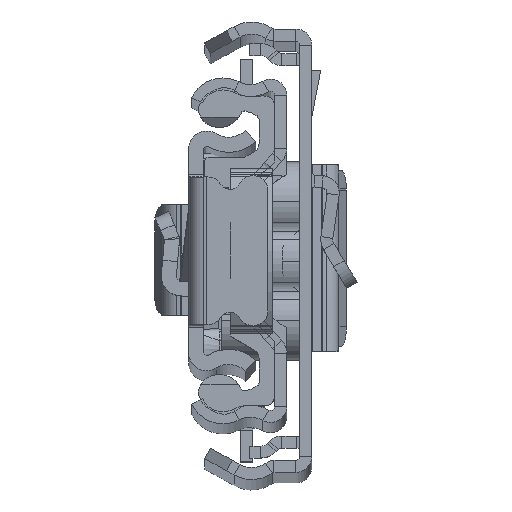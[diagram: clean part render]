
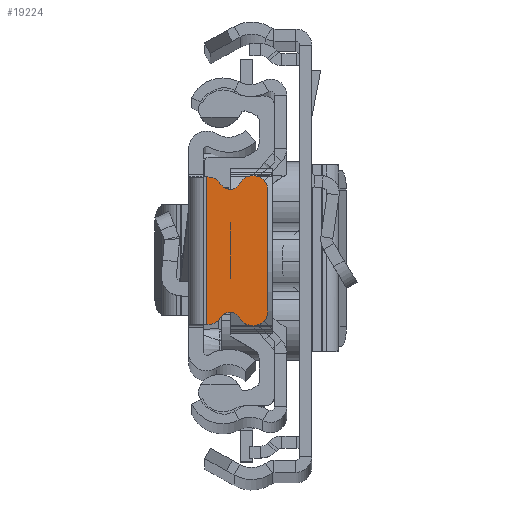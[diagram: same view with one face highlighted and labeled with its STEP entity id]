
A CAD part, top view. The second image highlights one B-rep face of the part: STEP entity #19224.
In plain terms, the highlighted planar face has unit normal (0, 0, 1).
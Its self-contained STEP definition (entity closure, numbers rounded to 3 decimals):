
#44 = LINE ( 'NONE', #24446, #22018 ) ;
#82 = LINE ( 'NONE', #5447, #16193 ) ;
#256 = ORIENTED_EDGE ( 'NONE', *, *, #3232, .T. ) ;
#469 = DIRECTION ( 'NONE',  ( -1., 0., 0. ) ) ;
#473 = DIRECTION ( 'NONE',  ( -1., 0., 0. ) ) ;
#1314 = VERTEX_POINT ( 'NONE', #12793 ) ;
#1343 = VERTEX_POINT ( 'NONE', #21736 ) ;
#1809 = CARTESIAN_POINT ( 'NONE',  ( -4.142, 7.236, 0. ) ) ;
#2096 = CARTESIAN_POINT ( 'NONE',  ( 594.071, 0., 0. ) ) ;
#2207 = EDGE_CURVE ( 'NONE', #9121, #6733, #3022, .T. ) ;
#2272 = CIRCLE ( 'NONE', #21446, 1.5 ) ;
#2314 = LINE ( 'NONE', #20299, #12704 ) ;
#2342 = DIRECTION ( 'NONE',  ( 0., 0., -1. ) ) ;
#2374 = CARTESIAN_POINT ( 'NONE',  ( -5.109, 6.713, 0. ) ) ;
#2434 = DIRECTION ( 'NONE',  ( 1., 0., 0. ) ) ;
#3022 = CIRCLE ( 'NONE', #17427, 1.1 ) ;
#3232 = EDGE_CURVE ( 'NONE', #4045, #23941, #24344, .T. ) ;
#3279 = DIRECTION ( 'NONE',  ( 0., 0., 1. ) ) ;
#3768 = EDGE_LOOP ( 'NONE', ( #11457, #19511, #11626, #16354, #7919, #17113, #256, #13952, #19863, #5399 ) ) ;
#4045 = VERTEX_POINT ( 'NONE', #23483 ) ;
#4205 = DIRECTION ( 'NONE',  ( 0., 0., 1. ) ) ;
#4424 = AXIS2_PLACEMENT_3D ( 'NONE', #6204, #4205, #469 ) ;
#4766 = VERTEX_POINT ( 'NONE', #5097 ) ;
#4991 = LINE ( 'NONE', #13094, #9118 ) ;
#5097 = CARTESIAN_POINT ( 'NONE',  ( -7.929, 6., 0. ) ) ;
#5399 = ORIENTED_EDGE ( 'NONE', *, *, #20897, .F. ) ;
#5447 = CARTESIAN_POINT ( 'NONE',  ( -1.75, 0., 0. ) ) ;
#6204 = CARTESIAN_POINT ( 'NONE',  ( -6.429, 6., 0. ) ) ;
#6318 = EDGE_CURVE ( 'NONE', #7628, #1343, #2314, .T. ) ;
#6463 = CARTESIAN_POINT ( 'NONE',  ( -4.142, -7.236, 0. ) ) ;
#6733 = VERTEX_POINT ( 'NONE', #2374 ) ;
#7570 = CIRCLE ( 'NONE', #17321, 1.1 ) ;
#7628 = VERTEX_POINT ( 'NONE', #25910 ) ;
#7919 = ORIENTED_EDGE ( 'NONE', *, *, #8273, .T. ) ;
#8089 = DIRECTION ( 'NONE',  ( 0., 0., 1. ) ) ;
#8273 = EDGE_CURVE ( 'NONE', #6733, #4766, #12490, .T. ) ;
#8404 = AXIS2_PLACEMENT_3D ( 'NONE', #2096, #8089, #16197 ) ;
#8468 = EDGE_CURVE ( 'NONE', #4766, #4045, #4991, .T. ) ;
#8932 = DIRECTION ( 'NONE',  ( 0., 0., 1. ) ) ;
#9118 = VECTOR ( 'NONE', #11893, 1000. ) ;
#9121 = VERTEX_POINT ( 'NONE', #25711 ) ;
#9340 = EDGE_CURVE ( 'NONE', #23941, #10754, #7570, .T. ) ;
#10754 = VERTEX_POINT ( 'NONE', #19908 ) ;
#11003 = CIRCLE ( 'NONE', #12201, 1.5 ) ;
#11131 = CARTESIAN_POINT ( 'NONE',  ( -5.109, -6.713, 0. ) ) ;
#11457 = ORIENTED_EDGE ( 'NONE', *, *, #25005, .F. ) ;
#11504 = CARTESIAN_POINT ( 'NONE',  ( -1.929, 5.87, 0. ) ) ;
#11626 = ORIENTED_EDGE ( 'NONE', *, *, #16877, .T. ) ;
#11893 = DIRECTION ( 'NONE',  ( 0., -1., 0. ) ) ;
#11921 = DIRECTION ( 'NONE',  ( 0., 0., -1. ) ) ;
#12045 = DIRECTION ( 'NONE',  ( 0., -1., 0. ) ) ;
#12072 = PLANE ( 'NONE',  #8404 ) ;
#12201 = AXIS2_PLACEMENT_3D ( 'NONE', #21342, #8932, #17163 ) ;
#12490 = CIRCLE ( 'NONE', #4424, 1.5 ) ;
#12704 = VECTOR ( 'NONE', #2434, 1000. ) ;
#12793 = CARTESIAN_POINT ( 'NONE',  ( -1.929, -7.37, 0. ) ) ;
#12927 = EDGE_CURVE ( 'NONE', #10754, #1314, #11003, .T. ) ;
#13094 = CARTESIAN_POINT ( 'NONE',  ( -7.929, -6., 0. ) ) ;
#13952 = ORIENTED_EDGE ( 'NONE', *, *, #9340, .T. ) ;
#14062 = FACE_OUTER_BOUND ( 'NONE', #3768, .T. ) ;
#14071 = AXIS2_PLACEMENT_3D ( 'NONE', #21931, #3279, #17764 ) ;
#14132 = DIRECTION ( 'NONE',  ( -1., 0., 0. ) ) ;
#16193 = VECTOR ( 'NONE', #12045, 1000. ) ;
#16197 = DIRECTION ( 'NONE',  ( 1., 0., 0. ) ) ;
#16354 = ORIENTED_EDGE ( 'NONE', *, *, #2207, .T. ) ;
#16877 = EDGE_CURVE ( 'NONE', #7628, #9121, #2272, .T. ) ;
#17113 = ORIENTED_EDGE ( 'NONE', *, *, #8468, .T. ) ;
#17163 = DIRECTION ( 'NONE',  ( 1., 0., 0. ) ) ;
#17321 = AXIS2_PLACEMENT_3D ( 'NONE', #6463, #2342, #473 ) ;
#17427 = AXIS2_PLACEMENT_3D ( 'NONE', #1809, #11921, #24081 ) ;
#17764 = DIRECTION ( 'NONE',  ( 1., 0., 0. ) ) ;
#17958 = VERTEX_POINT ( 'NONE', #24460 ) ;
#19224 = ADVANCED_FACE ( 'NONE', ( #14062 ), #12072, .T. ) ;
#19511 = ORIENTED_EDGE ( 'NONE', *, *, #6318, .F. ) ;
#19863 = ORIENTED_EDGE ( 'NONE', *, *, #12927, .T. ) ;
#19908 = CARTESIAN_POINT ( 'NONE',  ( -3.206, -6.658, 0. ) ) ;
#20299 = CARTESIAN_POINT ( 'NONE',  ( -1.929, 7.37, 0. ) ) ;
#20897 = EDGE_CURVE ( 'NONE', #17958, #1314, #44, .T. ) ;
#21342 = CARTESIAN_POINT ( 'NONE',  ( -1.929, -5.87, 0. ) ) ;
#21446 = AXIS2_PLACEMENT_3D ( 'NONE', #11504, #25542, #21645 ) ;
#21645 = DIRECTION ( 'NONE',  ( -1., 0., 0. ) ) ;
#21736 = CARTESIAN_POINT ( 'NONE',  ( -1.75, 7.37, 0. ) ) ;
#21931 = CARTESIAN_POINT ( 'NONE',  ( -6.429, -6., 0. ) ) ;
#22018 = VECTOR ( 'NONE', #14132, 1000. ) ;
#23483 = CARTESIAN_POINT ( 'NONE',  ( -7.929, -6., 0. ) ) ;
#23941 = VERTEX_POINT ( 'NONE', #11131 ) ;
#24081 = DIRECTION ( 'NONE',  ( 1., 0., 0. ) ) ;
#24344 = CIRCLE ( 'NONE', #14071, 1.5 ) ;
#24446 = CARTESIAN_POINT ( 'NONE',  ( -1.929, -7.37, 0. ) ) ;
#24460 = CARTESIAN_POINT ( 'NONE',  ( -1.75, -7.37, 0. ) ) ;
#25005 = EDGE_CURVE ( 'NONE', #1343, #17958, #82, .T. ) ;
#25542 = DIRECTION ( 'NONE',  ( 0., 0., 1. ) ) ;
#25711 = CARTESIAN_POINT ( 'NONE',  ( -3.206, 6.658, 0. ) ) ;
#25910 = CARTESIAN_POINT ( 'NONE',  ( -1.929, 7.37, 0. ) ) ;
